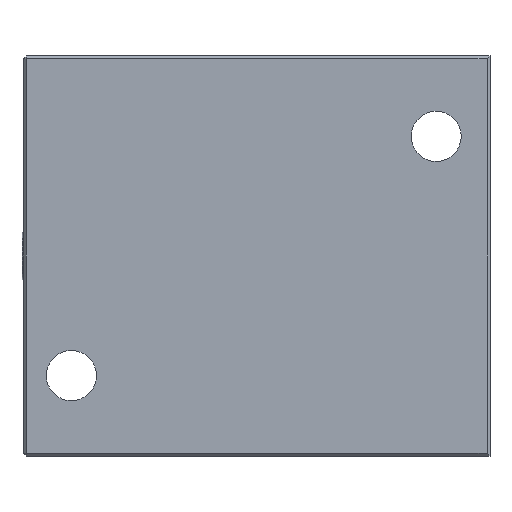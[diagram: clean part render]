
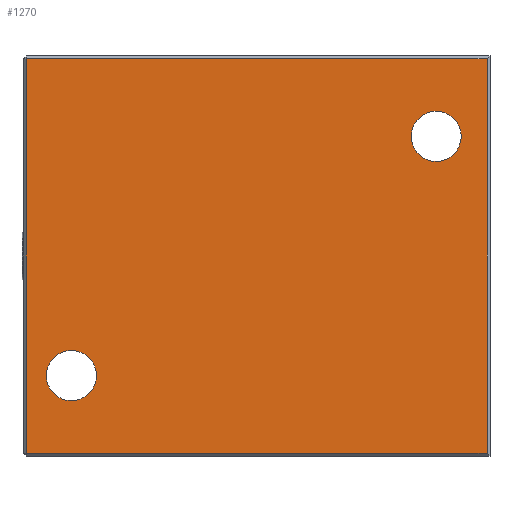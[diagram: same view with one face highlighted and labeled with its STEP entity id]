
A CAD part, front view. The second image highlights one B-rep face of the part: STEP entity #1270.
In plain terms, the highlighted planar face has unit normal (0, -1, 0).
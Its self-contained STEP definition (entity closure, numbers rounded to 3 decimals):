
#48=FACE_BOUND('',#460,.T.);
#49=FACE_BOUND('',#461,.T.);
#91=PLANE('',#1456);
#162=LINE('',#2115,#264);
#164=LINE('',#2119,#266);
#167=LINE('',#2123,#269);
#168=LINE('',#2125,#270);
#264=VECTOR('',#1685,10.);
#266=VECTOR('',#1689,10.);
#269=VECTOR('',#1694,10.);
#270=VECTOR('',#1697,10.);
#376=FACE_OUTER_BOUND('',#459,.T.);
#459=EDGE_LOOP('',(#1013,#1014,#1015,#1016));
#460=EDGE_LOOP('',(#1017));
#461=EDGE_LOOP('',(#1018));
#549=CIRCLE('',#1457,4.188);
#550=CIRCLE('',#1458,4.188);
#644=VERTEX_POINT('',#2103);
#646=VERTEX_POINT('',#2110);
#647=VERTEX_POINT('',#2114);
#648=VERTEX_POINT('',#2118);
#657=VERTEX_POINT('',#2152);
#658=VERTEX_POINT('',#2154);
#775=EDGE_CURVE('',#644,#647,#162,.T.);
#777=EDGE_CURVE('',#648,#646,#164,.T.);
#780=EDGE_CURVE('',#647,#648,#167,.T.);
#781=EDGE_CURVE('',#646,#644,#168,.T.);
#795=EDGE_CURVE('',#657,#657,#549,.T.);
#796=EDGE_CURVE('',#658,#658,#550,.T.);
#1013=ORIENTED_EDGE('',*,*,#777,.F.);
#1014=ORIENTED_EDGE('',*,*,#780,.F.);
#1015=ORIENTED_EDGE('',*,*,#775,.F.);
#1016=ORIENTED_EDGE('',*,*,#781,.F.);
#1017=ORIENTED_EDGE('',*,*,#795,.T.);
#1018=ORIENTED_EDGE('',*,*,#796,.T.);
#1270=ADVANCED_FACE('',(#376,#48,#49),#91,.T.);
#1456=AXIS2_PLACEMENT_3D('',#2151,#1720,#1721);
#1457=AXIS2_PLACEMENT_3D('',#2153,#1722,#1723);
#1458=AXIS2_PLACEMENT_3D('',#2155,#1724,#1725);
#1685=DIRECTION('',(1.,0.,0.));
#1689=DIRECTION('',(-1.,0.,0.));
#1694=DIRECTION('',(0.,0.,-1.));
#1697=DIRECTION('',(0.,0.,1.));
#1720=DIRECTION('center_axis',(0.,-1.,0.));
#1721=DIRECTION('ref_axis',(0.,0.,-1.));
#1722=DIRECTION('center_axis',(0.,1.,0.));
#1723=DIRECTION('ref_axis',(1.,0.,0.));
#1724=DIRECTION('center_axis',(0.,1.,0.));
#1725=DIRECTION('ref_axis',(1.,0.,0.));
#2103=CARTESIAN_POINT('',(-38.,-30.,33.));
#2110=CARTESIAN_POINT('',(-38.,-30.,-33.));
#2114=CARTESIAN_POINT('',(39.,-30.,33.));
#2115=CARTESIAN_POINT('',(-19.25,-30.,33.));
#2118=CARTESIAN_POINT('',(39.,-30.,-33.));
#2119=CARTESIAN_POINT('',(-19.25,-30.,-33.));
#2123=CARTESIAN_POINT('',(39.,-30.,0.));
#2125=CARTESIAN_POINT('',(-38.,-30.,0.));
#2151=CARTESIAN_POINT('Origin',(-38.5,-30.,0.));
#2152=CARTESIAN_POINT('',(-34.688,-30.,-20.));
#2153=CARTESIAN_POINT('Origin',(-30.5,-30.,-20.));
#2154=CARTESIAN_POINT('',(26.312,-30.,20.));
#2155=CARTESIAN_POINT('Origin',(30.5,-30.,20.));
